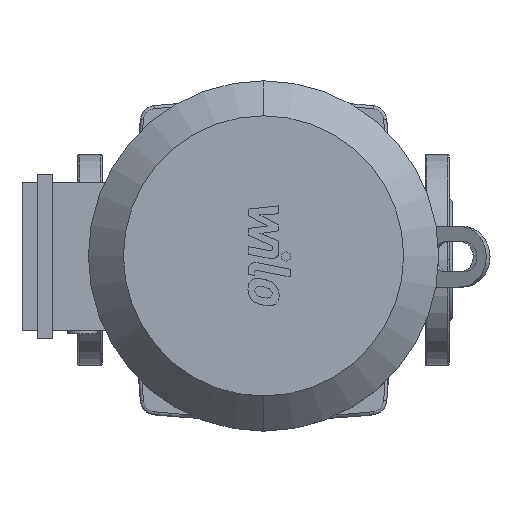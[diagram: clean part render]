
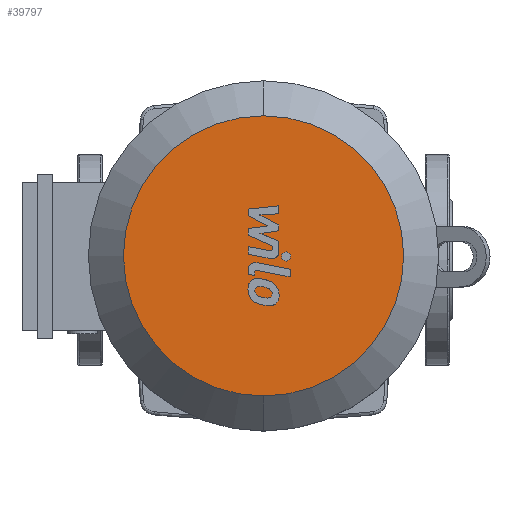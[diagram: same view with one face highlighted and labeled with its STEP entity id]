
A CAD part, top view. The second image highlights one B-rep face of the part: STEP entity #39797.
In plain terms, the highlighted planar face has unit normal (0, 0, 1).
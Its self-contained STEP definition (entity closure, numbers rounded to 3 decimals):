
#32595=CARTESIAN_POINT('',(0.,92.8,1669.0));
#32596=VERTEX_POINT('',#32595);
#32604=CARTESIAN_POINT('',(0.,-92.8,1669.0));
#32605=VERTEX_POINT('',#32604);
#32612=CARTESIAN_POINT('',(0.,0.,1669.0));
#32613=DIRECTION('',(0.0,0.0,-1.0));
#32614=DIRECTION('',(0.0,1.0,0.0));
#32615=AXIS2_PLACEMENT_3D('',#32612,#32613,#32614);
#32616=CIRCLE('',#32615,92.8);
#32617=EDGE_CURVE('',#32605,#32596,#32616,.T.);
#39782=CARTESIAN_POINT('',(0.,46.4,1669.0));
#39783=DIRECTION('',(0.0,0.0,1.0));
#39784=DIRECTION('',(1.0,0.0,0.0));
#39785=AXIS2_PLACEMENT_3D('',#39782,#39783,#39784);
#39786=PLANE('',#39785);
#39787=CARTESIAN_POINT('',(0.,0.,1669.0));
#39788=DIRECTION('',(0.0,0.0,-1.0));
#39789=DIRECTION('',(0.0,1.0,0.0));
#39790=AXIS2_PLACEMENT_3D('',#39787,#39788,#39789);
#39791=CIRCLE('',#39790,92.8);
#39792=EDGE_CURVE('',#32596,#32605,#39791,.T.);
#39793=ORIENTED_EDGE('',*,*,#39792,.F.);
#39794=ORIENTED_EDGE('',*,*,#32617,.F.);
#39795=EDGE_LOOP('',(#39793,#39794));
#39796=FACE_OUTER_BOUND('',#39795,.T.);
#39797=ADVANCED_FACE('',(#39796),#39786,.T.);
